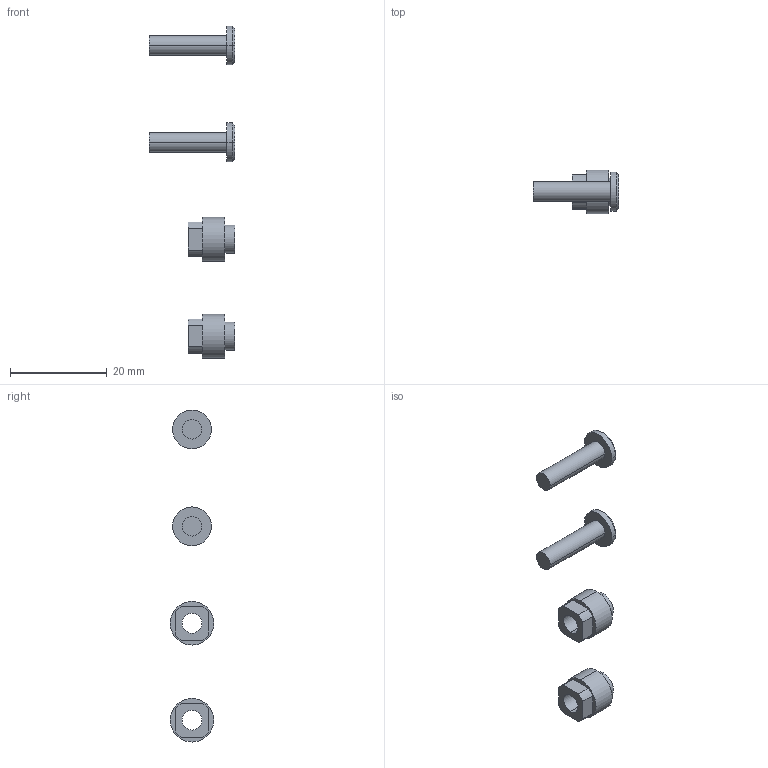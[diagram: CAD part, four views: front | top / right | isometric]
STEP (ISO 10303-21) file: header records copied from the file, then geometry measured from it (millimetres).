
FILE_DESCRIPTION (( 'STEP AP203' ), '1' );
FILE_NAME ('sone3D.STEP', '2017-08-24T07:23:08', ( '' ), ( '' ), 'SwSTEP 2.0', 'SolidWorks 2014', '' );
FILE_SCHEMA (( 'CONFIG_CONTROL_DESIGN' ));
Length unit declared in the file: millimetre
Products named in the file (3): sone3D; A-452-P端末フック接続部_; A-452-P端末フック接続ボルト_
Assembly tree (4 placements, depth 2):
  sone3D
    A-452-P端末フック接続部_  x2
    A-452-P端末フック接続ボルト_  x2
Bounding box: 17.6 x 9 x 68.5 mm (x, y, z)
Volume: 1275.4 mm3; surface area: 1601.3 mm2
Topology: 4 solids, 4 shells, 54 faces, 116 edges, 76 vertices
Faces by surface type: cylinder 28, plane 22, cone 4
Entity records: 1119 total; most frequent: DIRECTION 156, CARTESIAN_POINT 130, ORIENTED_EDGE 116, AXIS2_PLACEMENT_3D 64, EDGE_CURVE 58, VERTEX_POINT 38, EDGE_LOOP 32, CIRCLE 30
